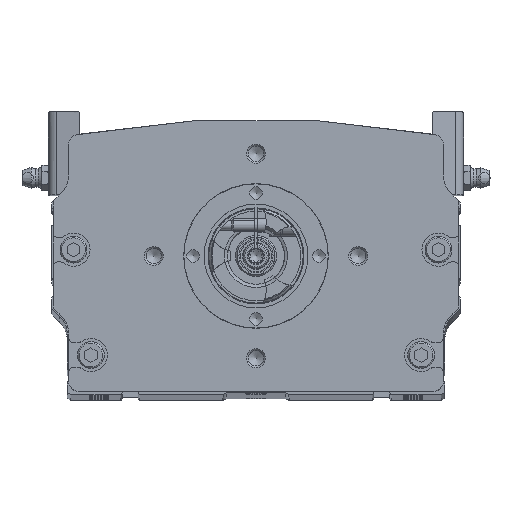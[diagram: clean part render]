
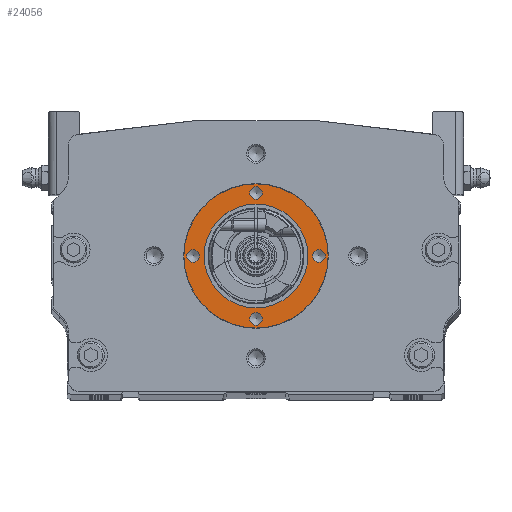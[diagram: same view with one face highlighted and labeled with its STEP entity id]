
A CAD part, top view. The second image highlights one B-rep face of the part: STEP entity #24056.
In plain terms, the highlighted planar face has unit normal (0, 0, 1).
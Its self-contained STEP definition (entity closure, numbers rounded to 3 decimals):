
#1079=CIRCLE('',#25659,16.5);
#1080=CIRCLE('',#25661,22.929);
#1081=CIRCLE('',#25662,2.);
#1082=CIRCLE('',#25663,2.);
#1083=CIRCLE('',#25664,2.);
#1084=CIRCLE('',#25665,2.);
#4063=ORIENTED_EDGE('',*,*,#8893,.F.);
#4064=ORIENTED_EDGE('',*,*,#8894,.F.);
#4065=ORIENTED_EDGE('',*,*,#8895,.T.);
#4066=ORIENTED_EDGE('',*,*,#8896,.T.);
#4067=ORIENTED_EDGE('',*,*,#8897,.T.);
#4068=ORIENTED_EDGE('',*,*,#8892,.T.);
#8892=EDGE_CURVE('',#11424,#11424,#1079,.T.);
#8893=EDGE_CURVE('',#11425,#11425,#1080,.T.);
#8894=EDGE_CURVE('',#11426,#11426,#1081,.F.);
#8895=EDGE_CURVE('',#11427,#11427,#1082,.T.);
#8896=EDGE_CURVE('',#11428,#11428,#1083,.T.);
#8897=EDGE_CURVE('',#11429,#11429,#1084,.T.);
#11424=VERTEX_POINT('',#36043);
#11425=VERTEX_POINT('',#36046);
#11426=VERTEX_POINT('',#36048);
#11427=VERTEX_POINT('',#36050);
#11428=VERTEX_POINT('',#36052);
#11429=VERTEX_POINT('',#36054);
#15851=EDGE_LOOP('',(#4063));
#15852=EDGE_LOOP('',(#4064));
#15853=EDGE_LOOP('',(#4065));
#15854=EDGE_LOOP('',(#4066));
#15855=EDGE_LOOP('',(#4067));
#15856=EDGE_LOOP('',(#4068));
#17406=FACE_BOUND('',#15851,.T.);
#17407=FACE_BOUND('',#15852,.T.);
#17408=FACE_BOUND('',#15853,.T.);
#17409=FACE_BOUND('',#15854,.T.);
#17410=FACE_BOUND('',#15855,.T.);
#17411=FACE_BOUND('',#15856,.T.);
#18820=PLANE('',#25660);
#24056=ADVANCED_FACE('',(#17406,#17407,#17408,#17409,#17410,#17411),#18820,
 .F.);
#25659=AXIS2_PLACEMENT_3D('',#36042,#29456,#29457);
#25660=AXIS2_PLACEMENT_3D('',#36044,#29458,#29459);
#25661=AXIS2_PLACEMENT_3D('',#36045,#29460,#29461);
#25662=AXIS2_PLACEMENT_3D('',#36047,#29462,#29463);
#25663=AXIS2_PLACEMENT_3D('',#36049,#29464,#29465);
#25664=AXIS2_PLACEMENT_3D('',#36051,#29466,#29467);
#25665=AXIS2_PLACEMENT_3D('',#36053,#29468,#29469);
#29456=DIRECTION('',(0.,0.,-1.));
#29457=DIRECTION('',(-1.,0.,0.));
#29458=DIRECTION('',(0.,0.,-1.));
#29459=DIRECTION('',(-1.,0.,0.));
#29460=DIRECTION('',(0.,0.,-1.));
#29461=DIRECTION('',(-1.,0.,0.));
#29462=DIRECTION('',(0.,0.,-1.));
#29463=DIRECTION('',(-1.,0.,0.));
#29464=DIRECTION('',(0.,0.,-1.));
#29465=DIRECTION('',(-1.,0.,0.));
#29466=DIRECTION('',(0.,0.,-1.));
#29467=DIRECTION('',(-1.,0.,0.));
#29468=DIRECTION('',(0.,0.,-1.));
#29469=DIRECTION('',(-1.,0.,0.));
#36042=CARTESIAN_POINT('',(0.,44.,34.));
#36043=CARTESIAN_POINT('',(-16.5,44.,34.));
#36044=CARTESIAN_POINT('',(0.,60.5,34.));
#36045=CARTESIAN_POINT('',(0.,44.,34.));
#36046=CARTESIAN_POINT('',(-22.929,44.,34.));
#36047=CARTESIAN_POINT('',(0.,64.,34.));
#36048=CARTESIAN_POINT('',(-2.,64.,34.));
#36049=CARTESIAN_POINT('',(20.,44.,34.));
#36050=CARTESIAN_POINT('',(18.,44.,34.));
#36051=CARTESIAN_POINT('',(0.,24.,34.));
#36052=CARTESIAN_POINT('',(-2.,24.,34.));
#36053=CARTESIAN_POINT('',(-20.,44.,34.));
#36054=CARTESIAN_POINT('',(-22.,44.,34.));
